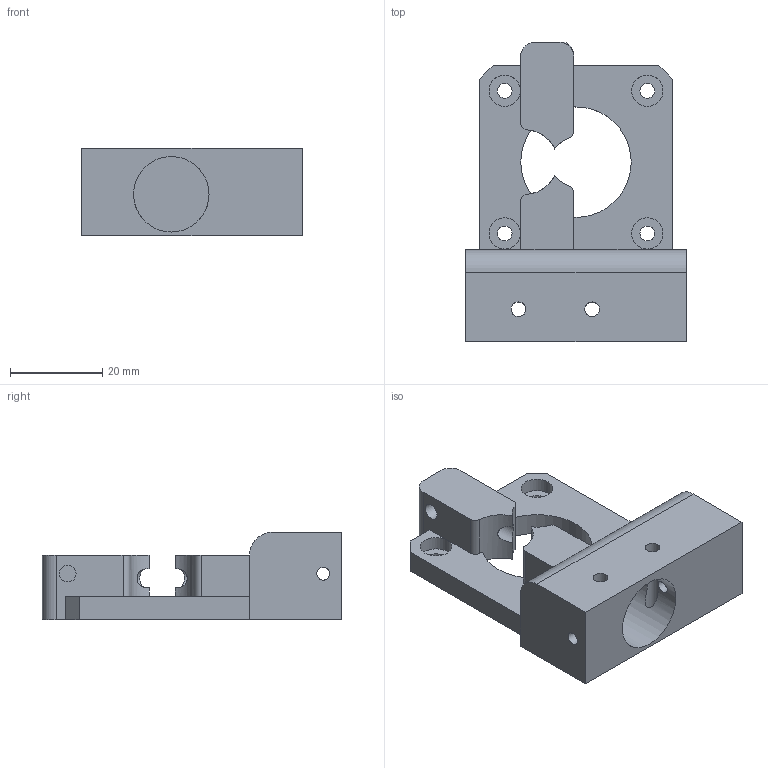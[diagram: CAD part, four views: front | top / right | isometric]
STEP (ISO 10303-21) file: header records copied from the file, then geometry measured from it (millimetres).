
FILE_DESCRIPTION(('FreeCAD Model'),'2;1');
FILE_NAME( 'extruder-x1.step', '2019-08-11T18:05:23',('Author'),(''), 'Open CASCADE STEP processor 7.3','FreeCAD','Unknown');
FILE_SCHEMA(('AUTOMOTIVE_DESIGN { 1 0 10303 214 1 1 1 1 }'));
Length unit declared in the file: millimetre
Products named in the file (1): extruder
Bounding box: 48 x 65 x 19 mm (x, y, z)
Volume: 23180.1 mm3; surface area: 10804.2 mm2
Topology: 1 solids, 1 shells, 62 faces, 179 edges, 119 vertices
Faces by surface type: plane 31, cylinder 29, bspline 2
Full cylindrical faces by diameter (mm): 2.8 x2, 3.2 x6, 3.6 x1, 4.2 x2, 6.8 x4, 16.4 x1, 24 x1
Entity records: 8080 total; most frequent: CARTESIAN_POINT 4172, DIRECTION 612, ORIENTED_EDGE 358, PCURVE 358, DEFINITIONAL_REPRESENTATION 358, LINE 320, VECTOR 320, EDGE_CURVE 179
